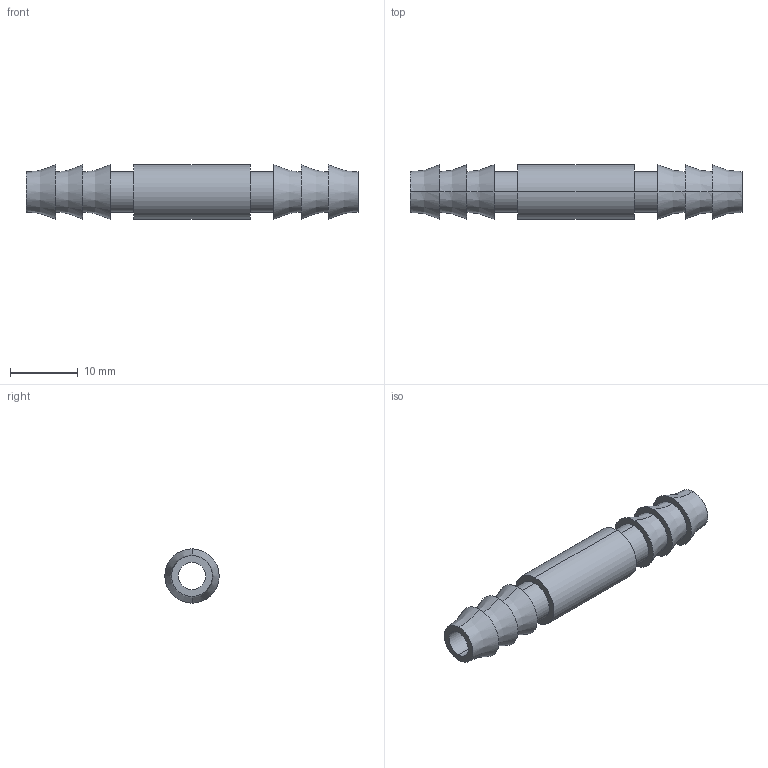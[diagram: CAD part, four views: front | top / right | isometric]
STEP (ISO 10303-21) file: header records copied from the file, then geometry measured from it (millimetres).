
FILE_DESCRIPTION (( 'STEP AP214' ), '1' );
FILE_NAME ('2429K390_BARBED TUBE FITTING.STEP', '2020-03-24T22:38:54', ( '' ), ( '' ), 'SwSTEP 2.0', 'SolidWorks 2016', '' );
FILE_SCHEMA (( 'AUTOMOTIVE_DESIGN' ));
Length unit declared in the file: millimetre
Products named in the file (1): 2429K390_BARBED TUBE FITTING
Bounding box: 49 x 8 x 8 mm (x, y, z)
Volume: 1319.8 mm3; surface area: 1927.9 mm2
Topology: 1 solids, 1 shells, 30 faces, 60 edges, 40 vertices
Faces by surface type: bspline 12, plane 10, cylinder 8
Entity records: 4454 total; most frequent: CARTESIAN_POINT 3875, ORIENTED_EDGE 120, DIRECTION 78, EDGE_CURVE 60, VERTEX_POINT 40, EDGE_LOOP 40, B_SPLINE_CURVE_WITH_KNOTS 36, AXIS2_PLACEMENT_3D 35
